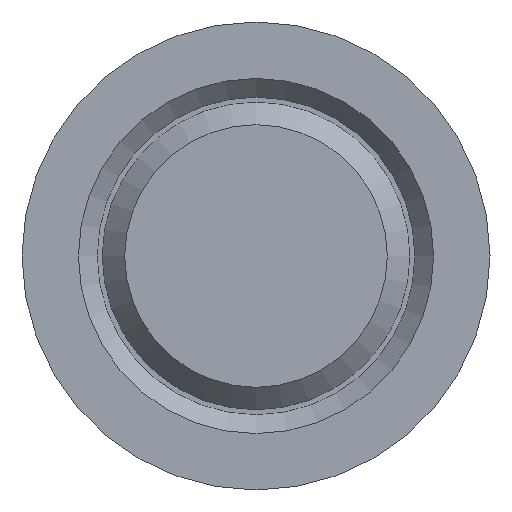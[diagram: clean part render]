
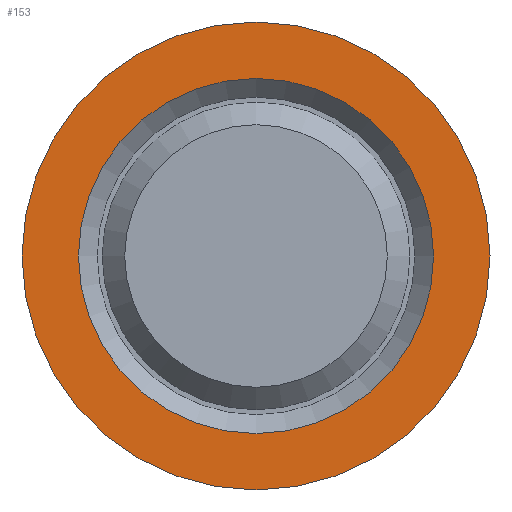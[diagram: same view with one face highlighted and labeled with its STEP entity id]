
A CAD part, front view. The second image highlights one B-rep face of the part: STEP entity #153.
In plain terms, the highlighted planar face has unit normal (0, -1, 0).
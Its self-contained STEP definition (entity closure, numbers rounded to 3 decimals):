
#19=FACE_BOUND('',#51,.T.);
#25=PLANE('',#194);
#36=FACE_OUTER_BOUND('',#50,.T.);
#50=EDGE_LOOP('',(#132));
#51=EDGE_LOOP('',(#133));
#75=CIRCLE('',#193,9.486);
#76=CIRCLE('',#195,12.5);
#86=VERTEX_POINT('',#283);
#87=VERTEX_POINT('',#287);
#102=EDGE_CURVE('',#86,#86,#75,.T.);
#103=EDGE_CURVE('',#87,#87,#76,.T.);
#132=ORIENTED_EDGE('',*,*,#103,.F.);
#133=ORIENTED_EDGE('',*,*,#102,.T.);
#153=ADVANCED_FACE('',(#36,#19),#25,.T.);
#193=AXIS2_PLACEMENT_3D('',#285,#240,#241);
#194=AXIS2_PLACEMENT_3D('',#286,#242,#243);
#195=AXIS2_PLACEMENT_3D('',#288,#244,#245);
#240=DIRECTION('center_axis',(0.,1.,0.));
#241=DIRECTION('ref_axis',(1.,0.,0.));
#242=DIRECTION('center_axis',(0.,-1.,0.));
#243=DIRECTION('ref_axis',(0.,0.,-1.));
#244=DIRECTION('center_axis',(0.,1.,0.));
#245=DIRECTION('ref_axis',(1.,0.,0.));
#283=CARTESIAN_POINT('',(0.,-1.751,-9.486));
#285=CARTESIAN_POINT('Origin',(0.,-1.751,0.));
#286=CARTESIAN_POINT('Origin',(0.,-1.751,12.5));
#287=CARTESIAN_POINT('',(0.,-1.751,-12.5));
#288=CARTESIAN_POINT('Origin',(0.,-1.751,0.));
